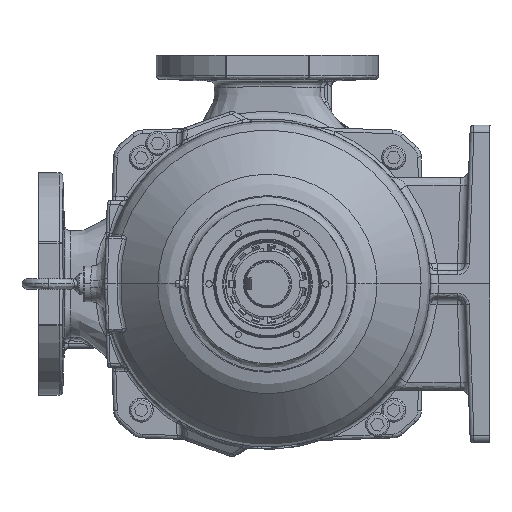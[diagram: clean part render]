
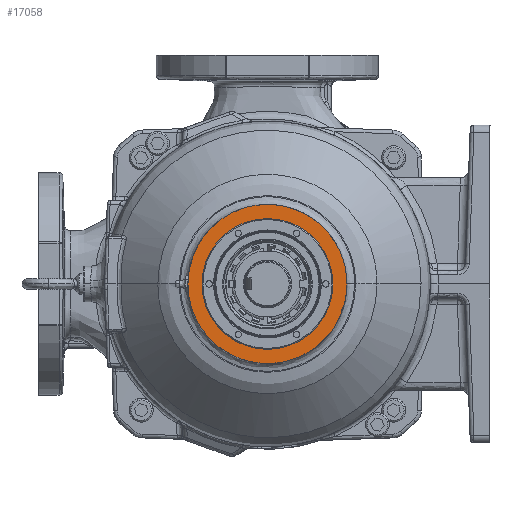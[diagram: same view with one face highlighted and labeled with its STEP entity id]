
A CAD part, left-side view. The second image highlights one B-rep face of the part: STEP entity #17058.
In plain terms, the highlighted planar face has unit normal (-1, 0, 0).
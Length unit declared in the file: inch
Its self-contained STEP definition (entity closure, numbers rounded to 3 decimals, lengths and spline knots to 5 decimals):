
#145 = CARTESIAN_POINT ( 'NONE',  ( -10.09, 2.14866, 1.30355 ) ) ;
#611 = CARTESIAN_POINT ( 'NONE',  ( -10.09, -0.98263, 2.3074 ) ) ;
#7370 = CARTESIAN_POINT ( 'NONE',  ( -10.09, -0.67716, -2.42022 ) ) ;
#7830 = CARTESIAN_POINT ( 'NONE',  ( -10.09, 2.2945, -1.0124 ) ) ;
#8893 = DIRECTION ( 'NONE',  ( 0., 0., -1. ) ) ;
#10688 = DIRECTION ( 'NONE',  ( 0., 0., -1. ) ) ;
#11228 = CARTESIAN_POINT ( 'NONE',  ( -10.09, 1.85184, 1.69126 ) ) ;
#11706 = CARTESIAN_POINT ( 'NONE',  ( -10.09, -1.41362, 2.0779 ) ) ;
#16279 = ORIENTED_EDGE ( 'NONE', *, *, #47017, .F. ) ;
#17058 = ADVANCED_FACE ( 'NONE', ( #52806, #133861 ), #19490, .F. ) ;
#17978 = CARTESIAN_POINT ( 'NONE',  ( -10.09, -2.48686, -0.32426 ) ) ;
#18437 = CARTESIAN_POINT ( 'NONE',  ( -10.09, -0.19548, -2.50029 ) ) ;
#18911 = CARTESIAN_POINT ( 'NONE',  ( -10.09, 2.43671, -0.60001 ) ) ;
#19251 = VERTEX_POINT ( 'NONE', #74093 ) ;
#19490 = PLANE ( 'NONE',  #32580 ) ;
#21843 = CARTESIAN_POINT ( 'NONE',  ( -10.09, 2.5, 0. ) ) ;
#22336 = CARTESIAN_POINT ( 'NONE',  ( -10.09, 1.35572, 2.1099 ) ) ;
#22816 = CARTESIAN_POINT ( 'NONE',  ( -10.09, -1.78536, 1.7613 ) ) ;
#29068 = CARTESIAN_POINT ( 'NONE',  ( -10.09, -2.38214, -0.80086 ) ) ;
#29560 = CARTESIAN_POINT ( 'NONE',  ( -10.09, 0.45279, -2.46671 ) ) ;
#30017 = CARTESIAN_POINT ( 'NONE',  ( -10.09, 2.49391, -0.22074 ) ) ;
#32580 = AXIS2_PLACEMENT_3D ( 'NONE', #141045, #74996, #8893 ) ;
#33460 = CARTESIAN_POINT ( 'NONE',  ( -10.09, 0.92362, 2.3373 ) ) ;
#33538 = ORIENTED_EDGE ( 'NONE', *, *, #53153, .F. ) ;
#33928 = CARTESIAN_POINT ( 'NONE',  ( -10.09, -2.17761, 1.24407 ) ) ;
#39698 = CARTESIAN_POINT ( 'NONE',  ( -10.09, -2.5, -0.16213 ) ) ;
#40173 = CARTESIAN_POINT ( 'NONE',  ( -10.09, -2.17761, -1.24407 ) ) ;
#40283 = EDGE_LOOP ( 'NONE', ( #46499, #139247 ) ) ;
#40623 = CARTESIAN_POINT ( 'NONE',  ( -10.09, 0.92362, -2.3373 ) ) ;
#41101 = CARTESIAN_POINT ( 'NONE',  ( -10.09, 2.5, 0. ) ) ;
#44077 = CARTESIAN_POINT ( 'NONE',  ( -10.09, 2.49391, 0.22074 ) ) ;
#44557 = CARTESIAN_POINT ( 'NONE',  ( -10.09, 0.45279, 2.46671 ) ) ;
#45041 = CARTESIAN_POINT ( 'NONE',  ( -10.09, -2.38214, 0.80086 ) ) ;
#46499 = ORIENTED_EDGE ( 'NONE', *, *, #138156, .F. ) ;
#47017 = EDGE_CURVE ( 'NONE', #110296, #19251, #130499, .T. ) ;
#50269 = CARTESIAN_POINT ( 'NONE',  ( -10.09, 0., 2.0575 ) ) ;
#50834 = CARTESIAN_POINT ( 'NONE',  ( -10.09, -2.5, 0. ) ) ;
#51310 = CARTESIAN_POINT ( 'NONE',  ( -10.09, -1.78536, -1.7613 ) ) ;
#51768 = CARTESIAN_POINT ( 'NONE',  ( -10.09, 1.35572, -2.1099 ) ) ;
#52806 = FACE_OUTER_BOUND ( 'NONE', #40283, .T. ) ;
#53153 = EDGE_CURVE ( 'NONE', #19251, #110296, #61129, .T. ) ;
#55220 = CARTESIAN_POINT ( 'NONE',  ( -10.09, 2.43671, 0.60001 ) ) ;
#55688 = CARTESIAN_POINT ( 'NONE',  ( -10.09, -0.19548, 2.50029 ) ) ;
#56163 = CARTESIAN_POINT ( 'NONE',  ( -10.09, -2.48686, 0.32426 ) ) ;
#56905 = DIRECTION ( 'NONE',  ( -1., 0., 0. ) ) ;
#61129 = CIRCLE ( 'NONE', #66747, 2.0575 ) ;
#62389 = CARTESIAN_POINT ( 'NONE',  ( -10.09, -1.41362, -2.0779 ) ) ;
#62845 = CARTESIAN_POINT ( 'NONE',  ( -10.09, 1.85184, -1.69126 ) ) ;
#66291 = CARTESIAN_POINT ( 'NONE',  ( -10.09, 2.2945, 1.0124 ) ) ;
#66747 = AXIS2_PLACEMENT_3D ( 'NONE', #142863, #76816, #10688 ) ;
#66756 = CARTESIAN_POINT ( 'NONE',  ( -10.09, -0.67716, 2.42022 ) ) ;
#67255 = CARTESIAN_POINT ( 'NONE',  ( -10.09, -2.5, 0. ) ) ;
#71931 = B_SPLINE_CURVE_WITH_KNOTS ( 'NONE', 5,
 ( #50834, #39698, #17978, #95238, #29068, #106306, #40173, #117403, #51310, #128435, #62389, #139502, #73451, #7370, #84597, #18437, #95697, #29560, #106782, #40623, #117857, #51768, #128909, #62845, #139977, #73919, #7830, #85051, #18911, #96155, #30017, #107252, #41101 ),
 .UNSPECIFIED., .F., .F.,
 ( 6, 3, 3, 3, 3, 3, 3, 3, 3, 3, 6 ),
 ( 0., 0.02049, 0.04099, 0.0615, 0.08201, 0.10251, 0.12302, 0.14353, 0.16404, 0.18454, 0.19849 ),
 .UNSPECIFIED. ) ;
#73451 = CARTESIAN_POINT ( 'NONE',  ( -10.09, -0.98263, -2.3074 ) ) ;
#73919 = CARTESIAN_POINT ( 'NONE',  ( -10.09, 2.14866, -1.30355 ) ) ;
#74093 = CARTESIAN_POINT ( 'NONE',  ( -10.09, 0., -2.0575 ) ) ;
#74996 = DIRECTION ( 'NONE',  ( 1., 0., 0. ) ) ;
#75463 = VERTEX_POINT ( 'NONE', #135577 ) ;
#76816 = DIRECTION ( 'NONE',  ( -1., 0., 0. ) ) ;
#77379 = CARTESIAN_POINT ( 'NONE',  ( -10.09, 1.95779, 1.56739 ) ) ;
#77873 = CARTESIAN_POINT ( 'NONE',  ( -10.09, -1.13045, 2.2387 ) ) ;
#79552 = CARTESIAN_POINT ( 'NONE',  ( -10.09, -2.5, 0. ) ) ;
#84597 = CARTESIAN_POINT ( 'NONE',  ( -10.09, -0.35749, -2.48231 ) ) ;
#85051 = CARTESIAN_POINT ( 'NONE',  ( -10.09, 2.35542, -0.8612 ) ) ;
#87998 = CARTESIAN_POINT ( 'NONE',  ( -10.09, 2.5, 0.11037 ) ) ;
#88469 = CARTESIAN_POINT ( 'NONE',  ( -10.09, 1.62077, 1.92071 ) ) ;
#88935 = CARTESIAN_POINT ( 'NONE',  ( -10.09, -1.66717, 1.87356 ) ) ;
#95238 = CARTESIAN_POINT ( 'NONE',  ( -10.09, -2.46057, -0.48497 ) ) ;
#95697 = CARTESIAN_POINT ( 'NONE',  ( -10.09, 0.13002, -2.5098 ) ) ;
#96155 = CARTESIAN_POINT ( 'NONE',  ( -10.09, 2.48173, -0.33067 ) ) ;
#99545 = CARTESIAN_POINT ( 'NONE',  ( -10.09, 1.2158, 2.19352 ) ) ;
#100032 = CARTESIAN_POINT ( 'NONE',  ( -10.09, -2.00247, 1.5186 ) ) ;
#106285 = B_SPLINE_CURVE_WITH_KNOTS ( 'NONE', 5,
 ( #21843, #87998, #44077, #121277, #55220, #132327, #66291, #145, #77379, #11228, #88469, #22336, #99545, #33460, #110678, #44557, #121745, #55688, #132807, #66756, #611, #77873, #11706, #88935, #22816, #100032, #33928, #111156, #45041, #122208, #56163, #133293, #67255 ),
 .UNSPECIFIED., .F., .F.,
 ( 6, 3, 3, 3, 3, 3, 3, 3, 3, 3, 6 ),
 ( 0., 0.01395, 0.03445, 0.05496, 0.07547, 0.09597, 0.11648, 0.13699, 0.1575, 0.178, 0.19849 ),
 .UNSPECIFIED. ) ;
#106306 = CARTESIAN_POINT ( 'NONE',  ( -10.09, -2.25382, -1.09998 ) ) ;
#106782 = CARTESIAN_POINT ( 'NONE',  ( -10.09, 0.61208, -2.43209 ) ) ;
#107252 = CARTESIAN_POINT ( 'NONE',  ( -10.09, 2.5, -0.11037 ) ) ;
#107957 = EDGE_LOOP ( 'NONE', ( #33538, #16279 ) ) ;
#110296 = VERTEX_POINT ( 'NONE', #50269 ) ;
#110678 = CARTESIAN_POINT ( 'NONE',  ( -10.09, 0.61208, 2.43209 ) ) ;
#111156 = CARTESIAN_POINT ( 'NONE',  ( -10.09, -2.25382, 1.09998 ) ) ;
#111213 = VERTEX_POINT ( 'NONE', #79552 ) ;
#115393 = EDGE_CURVE ( 'NONE', #111213, #75463, #71931, .T. ) ;
#117403 = CARTESIAN_POINT ( 'NONE',  ( -10.09, -2.00247, -1.5186 ) ) ;
#117857 = CARTESIAN_POINT ( 'NONE',  ( -10.09, 1.2158, -2.19352 ) ) ;
#121277 = CARTESIAN_POINT ( 'NONE',  ( -10.09, 2.48173, 0.33067 ) ) ;
#121745 = CARTESIAN_POINT ( 'NONE',  ( -10.09, 0.13002, 2.5098 ) ) ;
#122208 = CARTESIAN_POINT ( 'NONE',  ( -10.09, -2.46057, 0.48497 ) ) ;
#122954 = CARTESIAN_POINT ( 'NONE',  ( -10.09, 0., 0. ) ) ;
#128435 = CARTESIAN_POINT ( 'NONE',  ( -10.09, -1.66717, -1.87356 ) ) ;
#128909 = CARTESIAN_POINT ( 'NONE',  ( -10.09, 1.62077, -1.92071 ) ) ;
#130499 = CIRCLE ( 'NONE', #132046, 2.0575 ) ;
#132046 = AXIS2_PLACEMENT_3D ( 'NONE', #122954, #56905, #133984 ) ;
#132327 = CARTESIAN_POINT ( 'NONE',  ( -10.09, 2.35542, 0.8612 ) ) ;
#132807 = CARTESIAN_POINT ( 'NONE',  ( -10.09, -0.35749, 2.48231 ) ) ;
#133293 = CARTESIAN_POINT ( 'NONE',  ( -10.09, -2.5, 0.16213 ) ) ;
#133861 = FACE_BOUND ( 'NONE', #107957, .T. ) ;
#133984 = DIRECTION ( 'NONE',  ( 0., 0., -1. ) ) ;
#135577 = CARTESIAN_POINT ( 'NONE',  ( -10.09, 2.5, 0. ) ) ;
#138156 = EDGE_CURVE ( 'NONE', #75463, #111213, #106285, .T. ) ;
#139247 = ORIENTED_EDGE ( 'NONE', *, *, #115393, .F. ) ;
#139502 = CARTESIAN_POINT ( 'NONE',  ( -10.09, -1.13045, -2.2387 ) ) ;
#139977 = CARTESIAN_POINT ( 'NONE',  ( -10.09, 1.95779, -1.56739 ) ) ;
#141045 = CARTESIAN_POINT ( 'NONE',  ( -10.09, 0., 0. ) ) ;
#142863 = CARTESIAN_POINT ( 'NONE',  ( -10.09, 0., 0. ) ) ;
